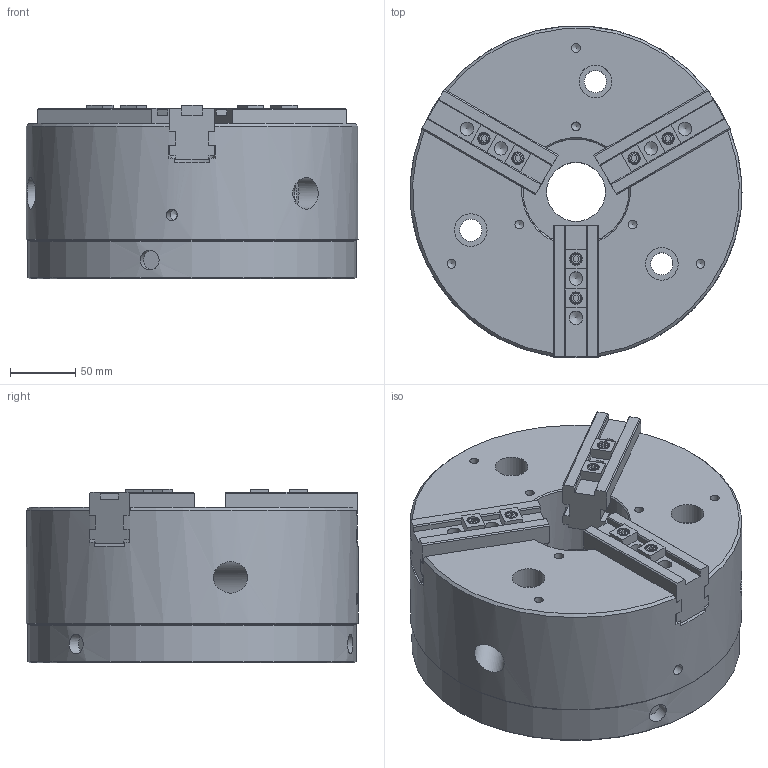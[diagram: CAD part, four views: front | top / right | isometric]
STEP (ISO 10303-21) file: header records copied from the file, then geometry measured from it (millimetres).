
FILE_DESCRIPTION(/* description */ ('Unknown'),/* implementation_level */ '2;1');
FILE_NAME(/* name */ 'QJR10-Solid',/* time_stamp */ '2019-08-14T15:27:18+01:00',/* author */ ('Unknown'),/* organization */ ('Unknown'),/* preprocessor_version */ 'ST-DEVELOPER v16.7',/* originating_system */ 'DEX',/* authorisation */ $);
FILE_SCHEMA (('AUTOMOTIVE_DESIGN {1 0 10303 214 3 1 1}'));
Length unit declared in the file: millimetre
Products named in the file (1): QJR10
Bounding box: 254 x 254 x 133.1 mm (x, y, z)
Volume: 5143370.2 mm3; surface area: 383044 mm2
Topology: 1 solids, 16 shells, 524 faces, 1363 edges, 881 vertices
Faces by surface type: plane 354, cylinder 119, cone 51
Full cylindrical faces by diameter (mm): 4.2 x6, 5 x6, 5.5 x6, 6.8 x9, 8.5 x8, 9.5 x6, 10 x3, 10.2 x6, 11 x9, 12 x1, 15 x3, 17 x15, 24 x4, 25 x3, 45 x1, 81 x2, 88 x2, 91 x1, 96 x1, 102 x2, 105 x2, 105.5 x1, 114.5 x1, 115 x2, 244 x1, 251 x1, 254 x1
Entity records: 14938 total; most frequent: CARTESIAN_POINT 2695, DIRECTION 2552, ORIENTED_EDGE 2296, EDGE_CURVE 1148, AXIS2_PLACEMENT_3D 905, VERTEX_POINT 828, FACE_BOUND 756, LINE 742
